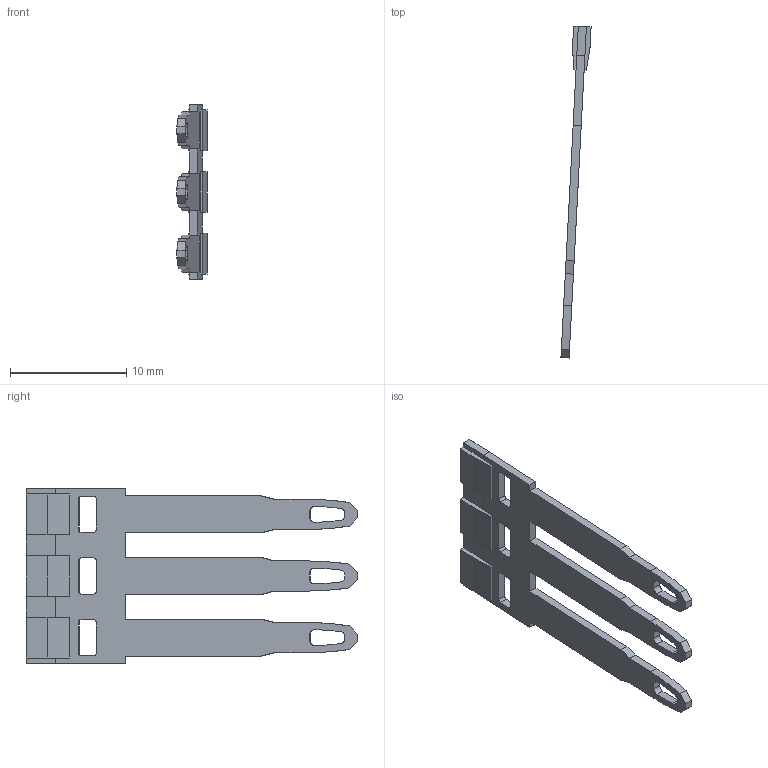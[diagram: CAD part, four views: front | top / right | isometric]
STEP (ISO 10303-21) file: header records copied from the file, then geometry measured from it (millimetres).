
FILE_DESCRIPTION((''),'2;1');
FILE_NAME('PTP0303R_ASM','2022-09-23T07:53:24',('klemen.sitar'),('Audax d.o.o.'),'CREO PARAMETRIC BY PTC INC, 2021304','CREO PARAMETRIC BY PTC INC, 2021304','');
FILE_SCHEMA(('AP242_MANAGED_MODEL_BASED_3D_ENGINEERING_MIM_LF { 1 0 10303 442 1 1 4 }'));
Length unit declared in the file: millimetre
Products named in the file (3): PTP0303R-44990; PRT0001; PTP0303R_ASM
Assembly tree (2 placements, depth 2):
  PTP0303R_ASM
    PTP0303R-44990
    PRT0001
Bounding box: 2.59 x 28.52 x 15 mm (x, y, z)
Volume: 220.3 mm3; surface area: 799.7 mm2
Topology: 2 solids, 2 shells, 144 faces, 408 edges, 268 vertices
Faces by surface type: plane 108, cylinder 30, extrusion 6
Entity records: 7756 total; most frequent: CARTESIAN_POINT 1379, ORIENTED_EDGE 816, DIRECTION 754, PRESENTATION_STYLE_ASSIGNMENT 564, STYLED_ITEM 564, CURVE_STYLE 418, EDGE_CURVE 408, VECTOR 342
